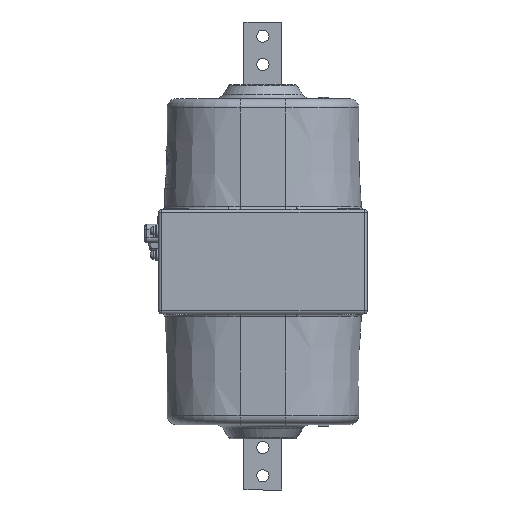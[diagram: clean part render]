
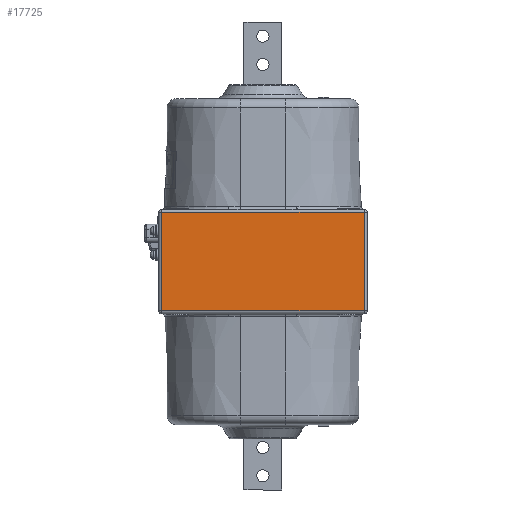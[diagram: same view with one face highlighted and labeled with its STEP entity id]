
A CAD part, front view. The second image highlights one B-rep face of the part: STEP entity #17725.
In plain terms, the highlighted planar face has unit normal (0, -1, 0).
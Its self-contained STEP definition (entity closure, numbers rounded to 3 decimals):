
#5524 = CARTESIAN_POINT ( 'NONE',  ( 136., -85., -80. ) ) ;
#5525 = DIRECTION ( 'NONE',  ( 0., 0., 1. ) ) ;
#5885 = VECTOR ( 'NONE', #5525, 1000. ) ;
#5895 = LINE ( 'NONE', #5524, #5885 ) ;
#6588 = LINE ( 'NONE', #8762, #6606 ) ;
#6606 = VECTOR ( 'NONE', #8764, 1000. ) ;
#6658 = VECTOR ( 'NONE', #9105, 1000. ) ;
#6664 = LINE ( 'NONE', #9090, #6658 ) ;
#6702 = LINE ( 'NONE', #9992, #6703 ) ;
#6703 = VECTOR ( 'NONE', #9993, 1000. ) ;
#8762 = CARTESIAN_POINT ( 'NONE',  ( -78., -85., -80. ) ) ;
#8764 = DIRECTION ( 'NONE',  ( 0., 0., -1. ) ) ;
#9090 = CARTESIAN_POINT ( 'NONE',  ( -81., -85., 27. ) ) ;
#9105 = DIRECTION ( 'NONE',  ( -1., 0., 0. ) ) ;
#9566 = CARTESIAN_POINT ( 'NONE',  ( -78., -85., -77. ) ) ;
#9992 = CARTESIAN_POINT ( 'NONE',  ( 139., -85., -77. ) ) ;
#9993 = DIRECTION ( 'NONE',  ( 1., 0., 0. ) ) ;
#17725 = ADVANCED_FACE ( 'NONE', ( #40103 ), #43664, .T. ) ;
#28728 = EDGE_LOOP ( 'NONE', ( #32491, #32493, #32496, #32500 ) ) ;
#32491 = ORIENTED_EDGE ( 'NONE', *, *, #43099, .T. ) ;
#32493 = ORIENTED_EDGE ( 'NONE', *, *, #44647, .T. ) ;
#32496 = ORIENTED_EDGE ( 'NONE', *, *, #42636, .T. ) ;
#32500 = ORIENTED_EDGE ( 'NONE', *, *, #43141, .T. ) ;
#36145 = VERTEX_POINT ( 'NONE', #52862 ) ;
#36146 = VERTEX_POINT ( 'NONE', #52863 ) ;
#36150 = VERTEX_POINT ( 'NONE', #52866 ) ;
#40103 = FACE_OUTER_BOUND ( 'NONE', #28728, .T. ) ;
#42636 = EDGE_CURVE ( 'NONE', #36150, #36146, #5895, .T. ) ;
#43099 = EDGE_CURVE ( 'NONE', #36145, #43341, #6588, .T. ) ;
#43141 = EDGE_CURVE ( 'NONE', #36146, #36145, #6664, .T. ) ;
#43341 = VERTEX_POINT ( 'NONE', #9566 ) ;
#43664 = PLANE ( 'NONE',  #44918 ) ;
#43667 = CARTESIAN_POINT ( 'NONE',  ( -81., -85., -80. ) ) ;
#43671 = DIRECTION ( 'NONE',  ( 0., -1., 0. ) ) ;
#43672 = DIRECTION ( 'NONE',  ( 1., 0., 0. ) ) ;
#44647 = EDGE_CURVE ( 'NONE', #43341, #36150, #6702, .T. ) ;
#44918 = AXIS2_PLACEMENT_3D ( 'NONE', #43667, #43671, #43672 ) ;
#52862 = CARTESIAN_POINT ( 'NONE',  ( -78., -85., 27. ) ) ;
#52863 = CARTESIAN_POINT ( 'NONE',  ( 136., -85., 27. ) ) ;
#52866 = CARTESIAN_POINT ( 'NONE',  ( 136., -85., -77. ) ) ;
